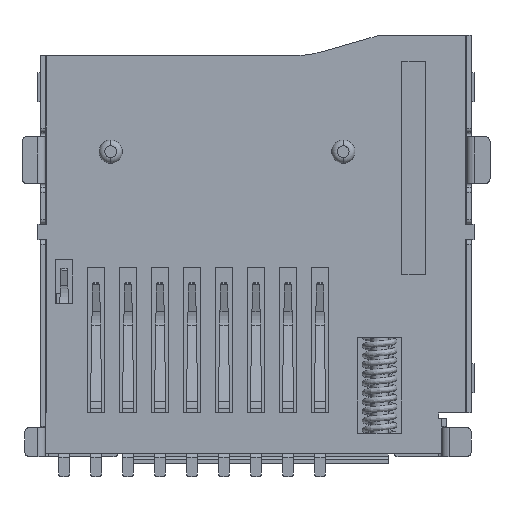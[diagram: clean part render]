
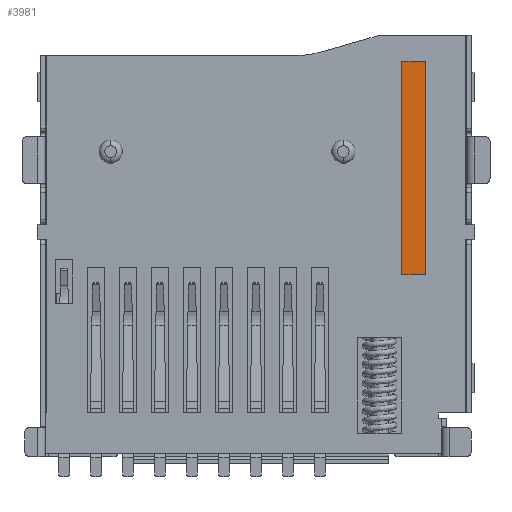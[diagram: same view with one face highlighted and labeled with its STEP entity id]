
A CAD part, front view. The second image highlights one B-rep face of the part: STEP entity #3981.
In plain terms, the highlighted planar face has unit normal (0, -0.999, -0.035).
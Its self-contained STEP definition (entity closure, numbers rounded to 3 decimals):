
#654 = EDGE_CURVE ( 'NONE', #11167, #4831, #1770, .T. ) ;
#1159 = CARTESIAN_POINT ( 'NONE',  ( 5.02, 0.35, -0.65 ) ) ;
#1770 = LINE ( 'NONE', #4574, #7671 ) ;
#1833 = EDGE_CURVE ( 'NONE', #4493, #21794, #22223, .T. ) ;
#1888 = VECTOR ( 'NONE', #18369, 1000. ) ;
#1910 = VECTOR ( 'NONE', #8208, 1000. ) ;
#3005 = FACE_OUTER_BOUND ( 'NONE', #20644, .T. ) ;
#3659 = EDGE_CURVE ( 'NONE', #21794, #4831, #13434, .T. ) ;
#3969 = CARTESIAN_POINT ( 'NONE',  ( 5.82, 0.093, 6.7 ) ) ;
#3981 = ADVANCED_FACE ( 'NONE', ( #3005 ), #19837, .F. ) ;
#4038 = EDGE_CURVE ( 'NONE', #4493, #11167, #17640, .T. ) ;
#4493 = VERTEX_POINT ( 'NONE', #5148 ) ;
#4574 = CARTESIAN_POINT ( 'NONE',  ( 5.02, 0.093, 6.7 ) ) ;
#4711 = ORIENTED_EDGE ( 'NONE', *, *, #3659, .T. ) ;
#4831 = VERTEX_POINT ( 'NONE', #17044 ) ;
#5148 = CARTESIAN_POINT ( 'NONE',  ( 5.02, 0.35, -0.65 ) ) ;
#5602 = CARTESIAN_POINT ( 'NONE',  ( 5.02, 0.093, 6.7 ) ) ;
#7671 = VECTOR ( 'NONE', #12004, 1000. ) ;
#8208 = DIRECTION ( 'NONE',  ( 0., -0.035, 0.999 ) ) ;
#11057 = DIRECTION ( 'NONE',  ( 0., 0.999, 0.035 ) ) ;
#11167 = VERTEX_POINT ( 'NONE', #15566 ) ;
#12004 = DIRECTION ( 'NONE',  ( 1., 0., 0. ) ) ;
#12706 = ORIENTED_EDGE ( 'NONE', *, *, #4038, .F. ) ;
#13434 = LINE ( 'NONE', #3969, #1910 ) ;
#14496 = CARTESIAN_POINT ( 'NONE',  ( 5.02, 0.093, 6.7 ) ) ;
#15566 = CARTESIAN_POINT ( 'NONE',  ( 5.02, 0.093, 6.7 ) ) ;
#17044 = CARTESIAN_POINT ( 'NONE',  ( 5.82, 0.093, 6.7 ) ) ;
#17485 = VECTOR ( 'NONE', #17828, 1000. ) ;
#17640 = LINE ( 'NONE', #5602, #1888 ) ;
#17828 = DIRECTION ( 'NONE',  ( 1., 0., 0. ) ) ;
#18300 = DIRECTION ( 'NONE',  ( 0., -0.035, 0.999 ) ) ;
#18369 = DIRECTION ( 'NONE',  ( 0., -0.035, 0.999 ) ) ;
#18587 = ORIENTED_EDGE ( 'NONE', *, *, #654, .F. ) ;
#19481 = AXIS2_PLACEMENT_3D ( 'NONE', #14496, #11057, #18300 ) ;
#19830 = CARTESIAN_POINT ( 'NONE',  ( 5.82, 0.35, -0.65 ) ) ;
#19837 = PLANE ( 'NONE',  #19481 ) ;
#20644 = EDGE_LOOP ( 'NONE', ( #4711, #18587, #12706, #23156 ) ) ;
#21794 = VERTEX_POINT ( 'NONE', #19830 ) ;
#22223 = LINE ( 'NONE', #1159, #17485 ) ;
#23156 = ORIENTED_EDGE ( 'NONE', *, *, #1833, .T. ) ;
